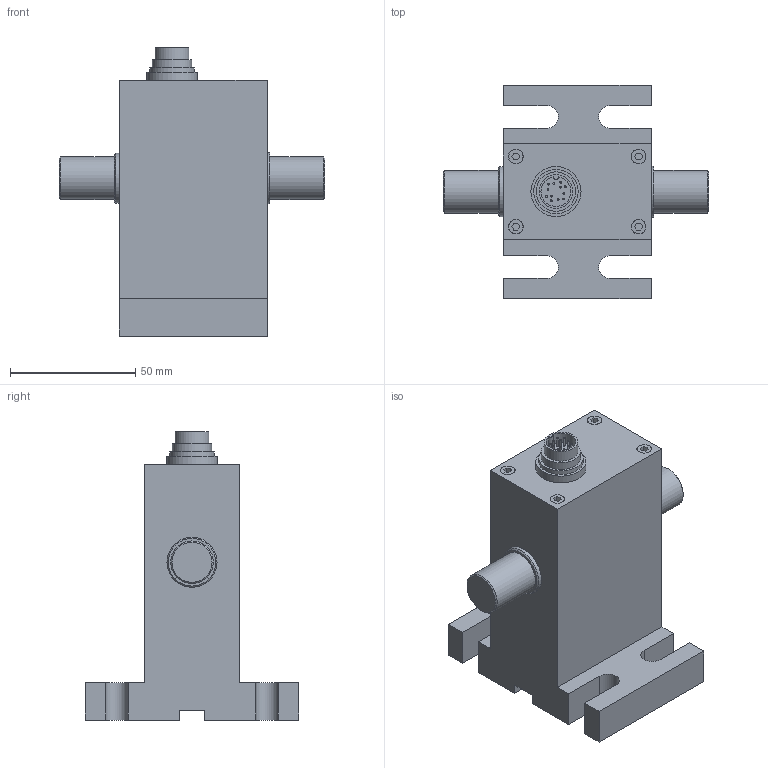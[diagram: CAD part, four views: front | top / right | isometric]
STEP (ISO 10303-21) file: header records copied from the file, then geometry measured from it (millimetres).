
FILE_DESCRIPTION((''),'2;1');
FILE_NAME('TRS705 20- 50 N-m.stp','2010-12-13T16:12:04',('thomasl'),(''),'Autodesk Inventor 2008','Autodesk Inventor 2008','');
FILE_SCHEMA(('AUTOMOTIVE_DESIGN { 1 0 10303 214 1 1 1 1 }'));
Length unit declared in the file: inch
Products named in the file (2): TRS705 20- 50 N-m; PART1
Assembly tree (1 placements, depth 2):
  TRS705 20- 50 N-m
    PART1
Bounding box: 106 x 85 x 115 mm (x, y, z)
Volume: 266223.5 mm3; surface area: 39025 mm2
Topology: 1 solids, 10 shells, 155 faces, 314 edges, 208 vertices
Faces by surface type: plane 97, cylinder 47, cone 11
Full cylindrical faces by diameter (mm): 0.762 x12, 2.896 x4, 3.505 x4, 3.556 x4, 5.74 x4, 5.842 x4, 13.462 x1, 15.7 x1, 17 x2, 17.7 x1, 19.05 x1, 20 x2, 20.37 x1
Entity records: 3752 total; most frequent: DIRECTION 668, CARTESIAN_POINT 606, ORIENTED_EDGE 502, AXIS2_PLACEMENT_3D 259, EDGE_CURVE 251, EDGE_LOOP 244, VERTEX_POINT 197, FACE_OUTER_BOUND 155
